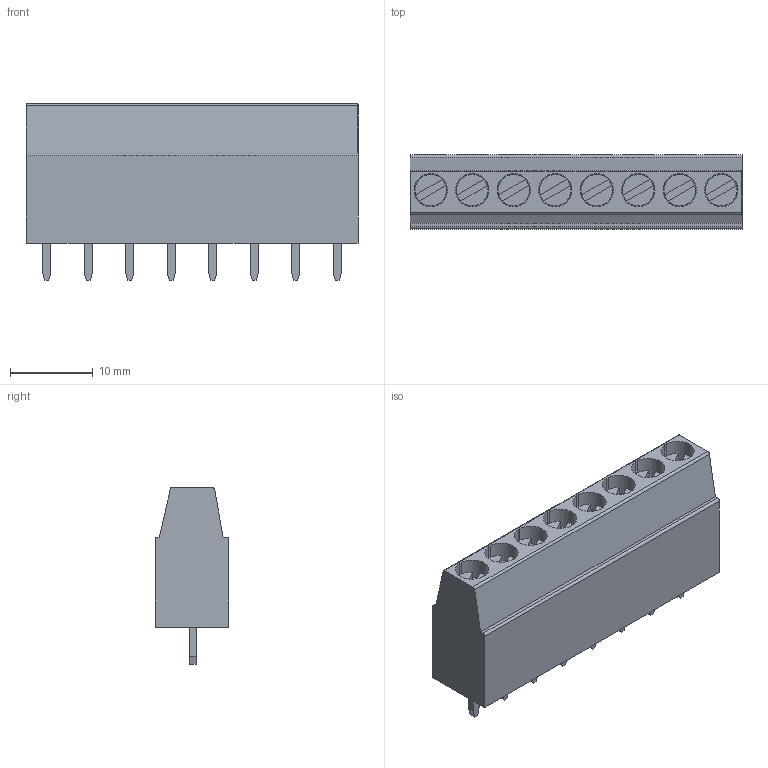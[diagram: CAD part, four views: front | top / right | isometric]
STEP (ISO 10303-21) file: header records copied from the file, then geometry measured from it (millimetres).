
FILE_DESCRIPTION( ( 'STEP AP214' ), '1' );
FILE_NAME( ' ', ' ', ( ' ' ), ( ' ' ), 'PSStep 11.0', 'VISI 17.0', ' ' );
FILE_SCHEMA( ( 'AUTOMOTIVE_DESIGN { 1 0 10303 214 1 1 1 1 }' ) );
Length unit declared in the file: millimetre
Products named in the file (1): 1
Bounding box: 40 x 8.9 x 21.3 mm (x, y, z)
Volume: 4663.2 mm3; surface area: 3665.4 mm2
Topology: 1 solids, 1 shells, 286 faces, 732 edges, 488 vertices
Faces by surface type: plane 242, cylinder 36, cone 8
Full cylindrical faces by diameter (mm): 2.6 x8, 2.85 x8, 3.8 x8
Entity records: 10509 total; most frequent: CARTESIAN_POINT 1435, DIRECTION 1354, ORIENTED_EDGE 1352, EDGE_CURVE 676, LINE 556, VECTOR 556, VERTEX_POINT 464, AXIS2_PLACEMENT_3D 399
